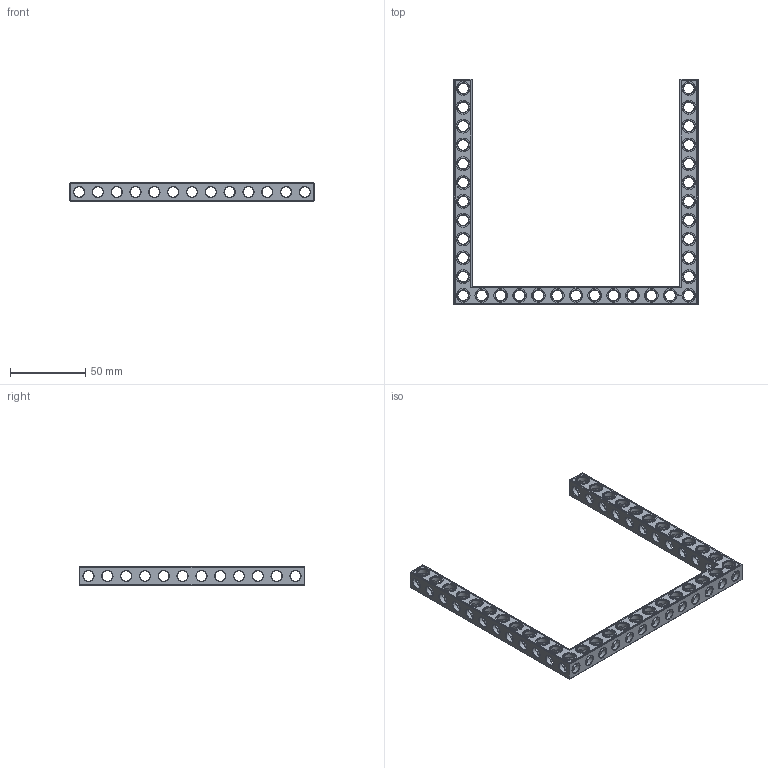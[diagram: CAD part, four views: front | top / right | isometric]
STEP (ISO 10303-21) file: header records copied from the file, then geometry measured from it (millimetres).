
FILE_DESCRIPTION(('FreeCAD Model'),'2;1');
FILE_NAME('Open CASCADE Shape Model','2022-02-26T18:02:40',('Author'),( ''),'Open CASCADE STEP processor 7.5','FreeCAD','Unknown');
FILE_SCHEMA(('AUTOMOTIVE_DESIGN { 1 0 10303 214 1 1 1 1 }'));
Products named in the file (1): Beam AGD ESS USH SYM BU13x12x01 - SPN-BEM-0509 (stemfie.org)
Bounding box: 162.5 x 150 x 12.5 mm (x, y, z)
Volume: 34198.4 mm3; surface area: 30554.6 mm2
Topology: 1 solids, 1 shells, 936 faces, 2843 edges, 1838 vertices
Faces by surface type: plane 401, cylinder 211, extrusion 182, cone 142
Full cylindrical faces by diameter (mm): 6.98 x26, 7 x150, 9.2 x35
Entity records: 186728 total; most frequent: CARTESIAN_POINT 133852, DIRECTION 8485, ORIENTED_EDGE 5686, PCURVE 5686, DEFINITIONAL_REPRESENTATION 5686, VECTOR 5338, LINE 5156, EDGE_CURVE 2843
